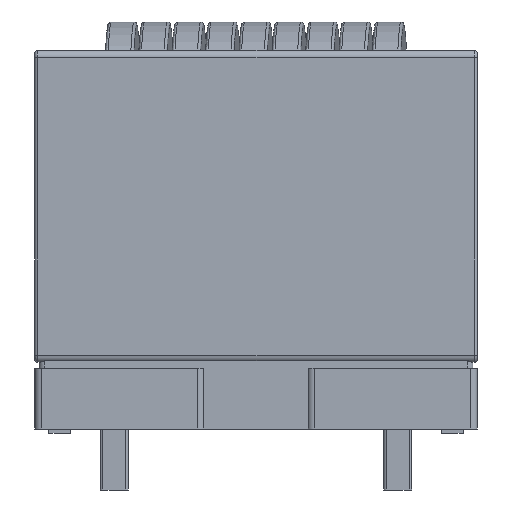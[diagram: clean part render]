
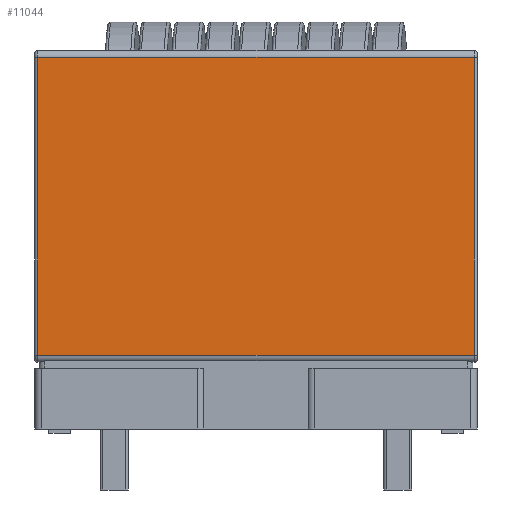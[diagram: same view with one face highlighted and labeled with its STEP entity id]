
A CAD part, left-side view. The second image highlights one B-rep face of the part: STEP entity #11044.
In plain terms, the highlighted planar face has unit normal (-1, 0, 0).
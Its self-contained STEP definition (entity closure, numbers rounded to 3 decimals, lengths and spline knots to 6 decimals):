
#1925=ORIENTED_EDGE('',*,*,#3842,.F.);
#1926=ORIENTED_EDGE('',*,*,#3822,.T.);
#1927=ORIENTED_EDGE('',*,*,#3830,.T.);
#1928=ORIENTED_EDGE('',*,*,#3854,.T.);
#3822=EDGE_CURVE('',#4814,#4815,#5471,.T.);
#3830=EDGE_CURVE('',#4815,#4822,#5475,.T.);
#3842=EDGE_CURVE('',#4814,#4830,#5484,.T.);
#3854=EDGE_CURVE('',#4822,#4830,#5488,.T.);
#4814=VERTEX_POINT('',#32059);
#4815=VERTEX_POINT('',#32064);
#4822=VERTEX_POINT('',#32091);
#4830=VERTEX_POINT('',#32121);
#5471=LINE('',#32070,#6182);
#5475=LINE('',#32092,#6186);
#5484=LINE('',#32120,#6195);
#5488=LINE('',#32148,#6199);
#6182=VECTOR('',#12483,1.);
#6186=VECTOR('',#12495,1.);
#6195=VECTOR('',#12512,1.);
#6199=VECTOR('',#12544,1.);
#6799=EDGE_LOOP('',(#1925,#1926,#1927,#1928));
#7302=FACE_BOUND('',#6799,.T.);
#7701=PLANE('',#11563);
#11044=ADVANCED_FACE('',(#7302),#7701,.T.);
#11563=AXIS2_PLACEMENT_3D('',#32147,#12542,#12543);
#12483=DIRECTION('',(0.,0.,-1.));
#12495=DIRECTION('',(0.,-1.,0.));
#12512=DIRECTION('',(0.,-1.,0.));
#12542=DIRECTION('',(-1.,0.,0.));
#12543=DIRECTION('',(0.,0.,1.));
#12544=DIRECTION('',(0.,0.,1.));
#32059=CARTESIAN_POINT('',(-0.016,0.0154,0.02405));
#32064=CARTESIAN_POINT('',(-0.016,0.0154,0.00305));
#32070=CARTESIAN_POINT('',(-0.016,0.0154,0.00305));
#32091=CARTESIAN_POINT('',(-0.016,-0.0154,0.00305));
#32092=CARTESIAN_POINT('',(-0.016,0.0156,0.00305));
#32120=CARTESIAN_POINT('',(-0.016,0.0156,0.02405));
#32121=CARTESIAN_POINT('',(-0.016,-0.0154,0.02405));
#32147=CARTESIAN_POINT('',(-0.016,0.0156,0.02455));
#32148=CARTESIAN_POINT('',(-0.016,-0.0154,0.02405));
